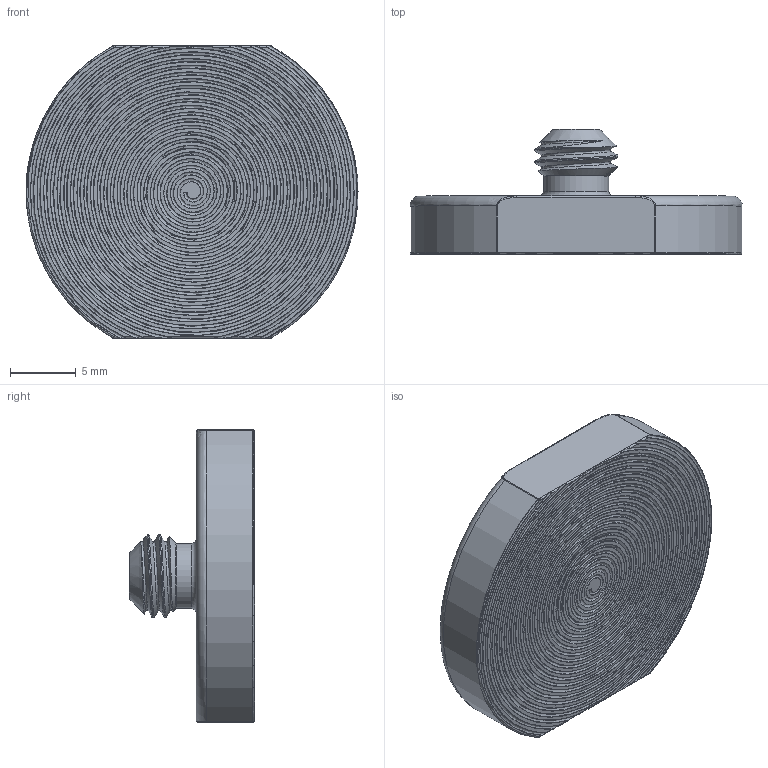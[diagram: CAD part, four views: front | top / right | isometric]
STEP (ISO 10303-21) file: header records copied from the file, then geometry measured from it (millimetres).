
FILE_DESCRIPTION(/* description */ (''),/* implementation_level */ '2;1');
FILE_NAME(/* name */ 'MH101-1B.stp',/* time_stamp */ '2017-05-05T17:27:06-04:00',/* author */ ('aneininger'),/* organization */ (''),/* preprocessor_version */ 'ST-DEVELOPER v16.5',/* originating_system */ 'Autodesk Inventor 2017',/* authorisation */ '');
FILE_SCHEMA (('AUTOMOTIVE_DESIGN { 1 0 10303 214 3 1 1 }'));
Length unit declared in the file: inch
Products named in the file (1): MH101-1B
Bounding box: 25.25 x 9.53 x 22.23 mm (x, y, z)
Volume: 1627.5 mm3; surface area: 689.4 mm2
Topology: 1 solids, 1 shells, 69 faces, 180 edges, 112 vertices
Faces by surface type: bspline 30, plane 12, cylinder 12, torus 9, sphere 4, cone 2
Full cylindrical faces by diameter (mm): 4.953 x1
Entity records: 9427 total; most frequent: CARTESIAN_POINT 7936, ORIENTED_EDGE 336, DIRECTION 196, EDGE_CURVE 168, VERTEX_POINT 108, B_SPLINE_CURVE_WITH_KNOTS 95, AXIS2_PLACEMENT_3D 83, EDGE_LOOP 76
